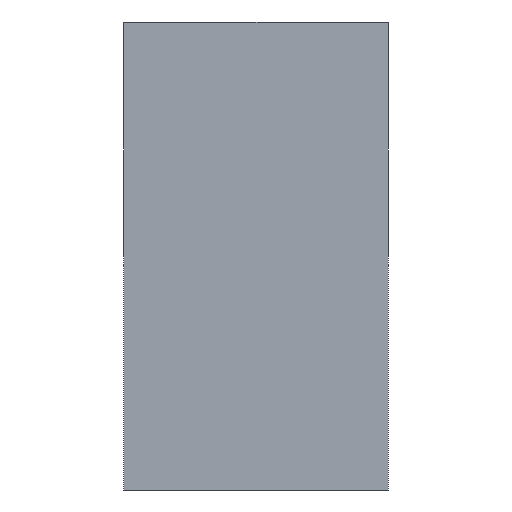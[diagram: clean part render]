
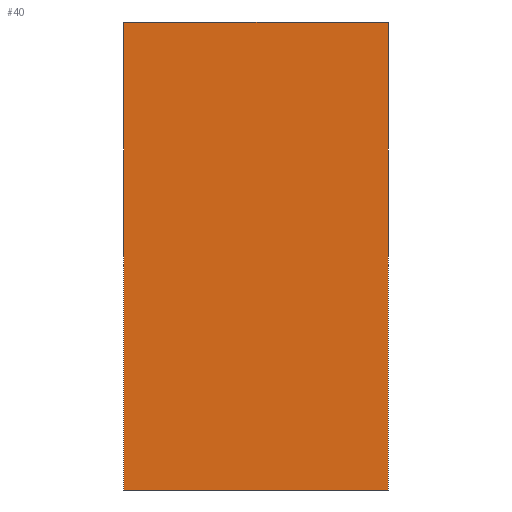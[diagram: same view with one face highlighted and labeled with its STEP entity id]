
A CAD part, left-side view. The second image highlights one B-rep face of the part: STEP entity #40.
In plain terms, the highlighted planar face has unit normal (-1, 0, 0).
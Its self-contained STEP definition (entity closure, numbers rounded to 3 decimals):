
#40 = ADVANCED_FACE( '', ( #81 ), #82, .F. );
#81 = FACE_OUTER_BOUND( '', #118, .T. );
#82 = PLANE( '', #119 );
#118 = EDGE_LOOP( '', ( #163, #164, #165, #166 ) );
#119 = AXIS2_PLACEMENT_3D( '', #167, #168, #169 );
#163 = ORIENTED_EDGE( '', *, *, #212, .T. );
#164 = ORIENTED_EDGE( '', *, *, #213, .F. );
#165 = ORIENTED_EDGE( '', *, *, #200, .F. );
#166 = ORIENTED_EDGE( '', *, *, #209, .T. );
#167 = CARTESIAN_POINT( '', ( -273., 21.5, 76. ) );
#168 = DIRECTION( '', ( 1., 0., 0. ) );
#169 = DIRECTION( '', ( 0., 0., -1. ) );
#200 = EDGE_CURVE( '', #226, #228, #229, .T. );
#209 = EDGE_CURVE( '', #226, #241, #243, .T. );
#212 = EDGE_CURVE( '', #241, #246, #247, .T. );
#213 = EDGE_CURVE( '', #228, #246, #248, .T. );
#226 = VERTEX_POINT( '', #262 );
#228 = VERTEX_POINT( '', #265 );
#229 = LINE( '', #266, #267 );
#241 = VERTEX_POINT( '', #281 );
#243 = LINE( '', #284, #285 );
#246 = VERTEX_POINT( '', #289 );
#247 = LINE( '', #290, #291 );
#248 = LINE( '', #292, #293 );
#262 = CARTESIAN_POINT( '', ( -273., 21.5, 76. ) );
#265 = CARTESIAN_POINT( '', ( -273., -21.5, 76. ) );
#266 = CARTESIAN_POINT( '', ( -273., 21.5, 76. ) );
#267 = VECTOR( '', #311, 1000. );
#281 = CARTESIAN_POINT( '', ( -273., 21.5, 0. ) );
#284 = CARTESIAN_POINT( '', ( -273., 21.5, 76. ) );
#285 = VECTOR( '', #321, 1000. );
#289 = CARTESIAN_POINT( '', ( -273., -21.5, 0. ) );
#290 = CARTESIAN_POINT( '', ( -273., 21.5, 0. ) );
#291 = VECTOR( '', #323, 1000. );
#292 = CARTESIAN_POINT( '', ( -273., -21.5, 76. ) );
#293 = VECTOR( '', #324, 1000. );
#311 = DIRECTION( '', ( 0., -1., 0. ) );
#321 = DIRECTION( '', ( 0., 0., -1. ) );
#323 = DIRECTION( '', ( 0., -1., 0. ) );
#324 = DIRECTION( '', ( 0., 0., -1. ) );
